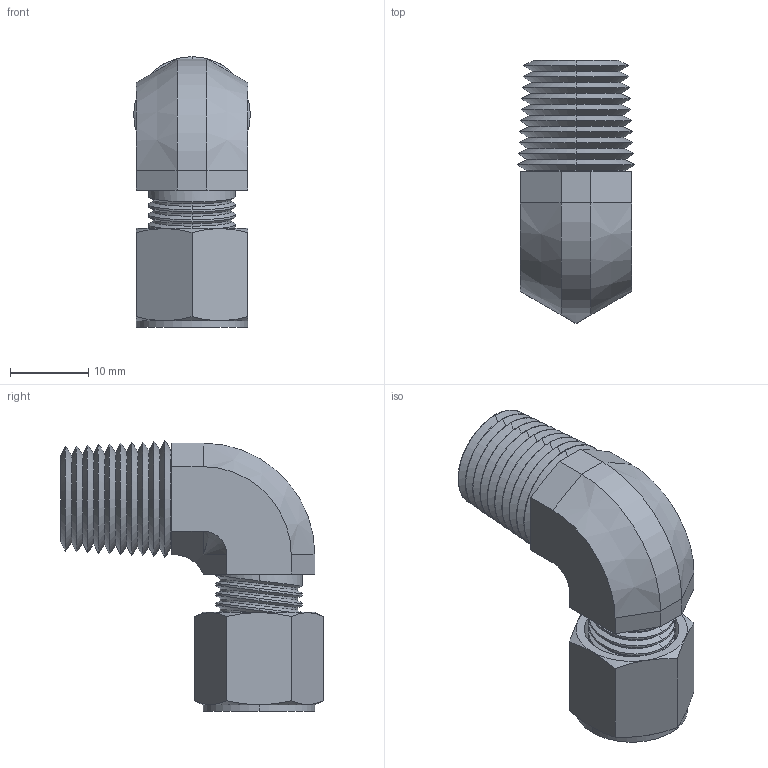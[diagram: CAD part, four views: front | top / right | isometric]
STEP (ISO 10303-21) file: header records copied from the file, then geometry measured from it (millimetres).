
FILE_DESCRIPTION (( 'STEP AP203' ), '1' );
FILE_NAME ('5182K142.step', '2004-05-18T20:33:39', ( 'McMaster' ), ( 'McMaster' ), 'SwSTEP 2.0', 'SolidWorks 2003314', '' );
FILE_SCHEMA (( 'CONFIG_CONTROL_DESIGN' ));
Length unit declared in the file: inch
Products named in the file (1): 5182K142
Bounding box: 14.92 x 33.65 x 34.64 mm (x, y, z)
Volume: 6162.8 mm3; surface area: 5049.3 mm2
Topology: 2 solids, 2 shells, 212 faces, 480 edges, 274 vertices
Faces by surface type: cone 135, cylinder 46, plane 29, torus 2
Entity records: 7085 total; most frequent: CARTESIAN_POINT 2396, DIRECTION 972, ORIENTED_EDGE 956, EDGE_CURVE 478, AXIS2_PLACEMENT_3D 382, VERTEX_POINT 274, EDGE_LOOP 220, FACE_OUTER_BOUND 212
